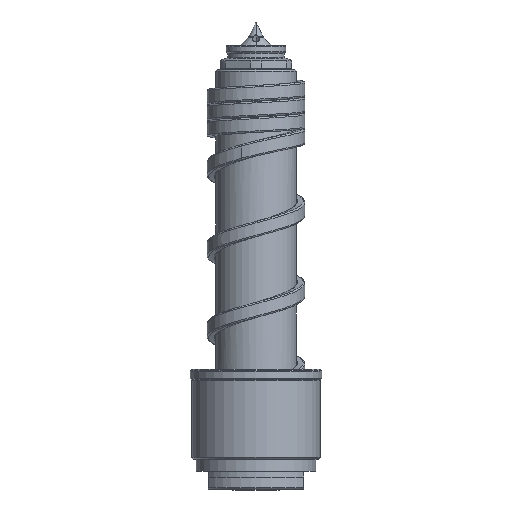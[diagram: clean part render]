
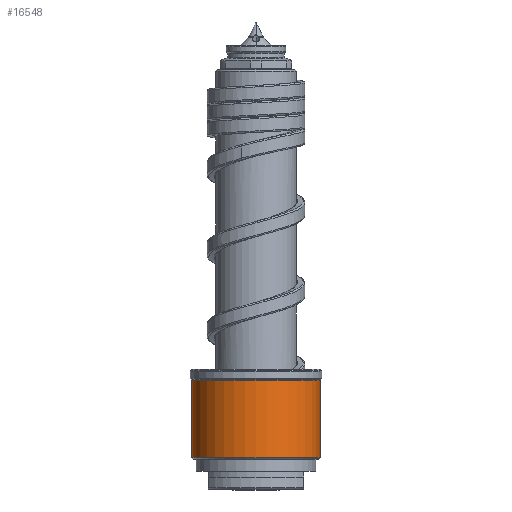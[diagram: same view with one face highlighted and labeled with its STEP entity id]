
A CAD part, front view. The second image highlights one B-rep face of the part: STEP entity #16548.
In plain terms, the highlighted cylindrical face has radius 21.5 mm (diameter 43 mm), a partial arc.
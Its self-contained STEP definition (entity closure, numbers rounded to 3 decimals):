
#6425=CARTESIAN_POINT('',(0.,0.,10.583));
#6426=DIRECTION('',(0.,0.,1.));
#6427=DIRECTION('',(-1.,0.,0.));
#6428=AXIS2_PLACEMENT_3D('',#6425,#6426,#6427);
#6430=DIRECTION('',(0.,0.,-1.));
#6431=VECTOR('',#6430,25.834);
#6432=CARTESIAN_POINT('',(-21.5,0.,36.417));
#6433=LINE('',#6432,#6431);
#6434=CARTESIAN_POINT('',(0.,0.,36.417));
#6435=DIRECTION('',(0.,0.,1.));
#6436=DIRECTION('',(-1.,0.,0.));
#6437=AXIS2_PLACEMENT_3D('',#6434,#6435,#6436);
#6439=DIRECTION('',(0.,0.,-1.));
#6440=VECTOR('',#6439,25.834);
#6441=CARTESIAN_POINT('',(21.5,0.,36.417));
#6442=LINE('',#6441,#6440);
#6783=CARTESIAN_POINT('',(21.5,0.,36.417));
#6784=CARTESIAN_POINT('',(-21.5,0.,36.417));
#6785=VERTEX_POINT('',#6783);
#6786=VERTEX_POINT('',#6784);
#6809=CARTESIAN_POINT('',(21.5,0.,10.583));
#6810=VERTEX_POINT('',#6809);
#6811=CARTESIAN_POINT('',(-21.5,0.,10.583));
#6812=VERTEX_POINT('',#6811);
#16536=CARTESIAN_POINT('',(0.,0.,8.5));
#16537=DIRECTION('',(0.,0.,1.));
#16538=DIRECTION('',(-1.,0.,0.));
#16539=AXIS2_PLACEMENT_3D('',#16536,#16537,#16538);
#16540=CYLINDRICAL_SURFACE('',#16539,21.5);
#16541=ORIENTED_EDGE('',*,*,#14571,.F.);
#16542=ORIENTED_EDGE('',*,*,#14552,.F.);
#16544=ORIENTED_EDGE('',*,*,#16543,.T.);
#16545=ORIENTED_EDGE('',*,*,#14548,.T.);
#16546=EDGE_LOOP('',(#16541,#16542,#16544,#16545));
#16547=FACE_OUTER_BOUND('',#16546,.F.);
#6429=CIRCLE('',#6428,21.5);
#6438=CIRCLE('',#6437,21.5);
#14548=EDGE_CURVE('',#6785,#6810,#6442,.T.);
#14552=EDGE_CURVE('',#6786,#6812,#6433,.T.);
#14571=EDGE_CURVE('',#6812,#6810,#6429,.T.);
#16543=EDGE_CURVE('',#6786,#6785,#6438,.T.);
#16548=ADVANCED_FACE('',(#16547),#16540,.T.);
